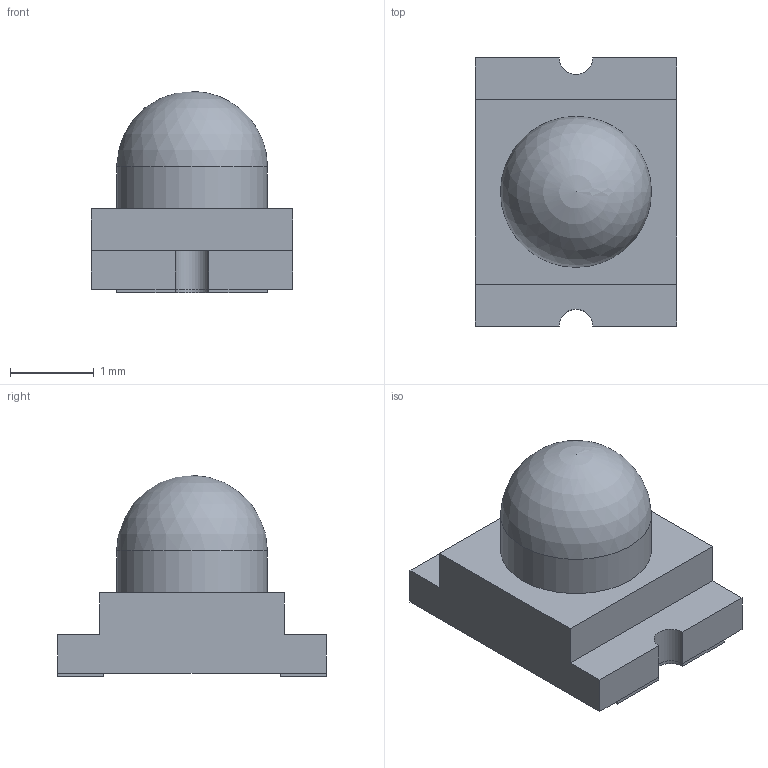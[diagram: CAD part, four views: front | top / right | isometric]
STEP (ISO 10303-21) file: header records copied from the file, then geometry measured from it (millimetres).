
FILE_DESCRIPTION(('HOOPS Exchange Step'),'2;1');
FILE_NAME('temp_export','2023-01-13T16:19:01+08:00',('30abd'),('Shapr3D Limited'),'HOOPS Exchange 2022.0','Shapr3D','Authorized');
FILE_SCHEMA( ('AUTOMOTIVE_DESIGN { 1 0 10303 214 1 1 1 1 }') );
Length unit declared in the file: millimetre
Products named in the file (1): root
Bounding box: 2.4 x 3.2 x 2.4 mm (x, y, z)
Volume: 9 mm3; surface area: 39.6 mm2
Topology: 4 solids, 4 shells, 35 faces, 87 edges, 59 vertices
Faces by surface type: plane 29, cylinder 5, sphere 1
Full cylindrical faces by diameter (mm): 1.8 x1
Entity records: 1078 total; most frequent: CARTESIAN_POINT 181, ORIENTED_EDGE 172, DIRECTION 169, EDGE_CURVE 86, VECTOR 75, LINE 75, VERTEX_POINT 59, AXIS2_PLACEMENT_3D 47
